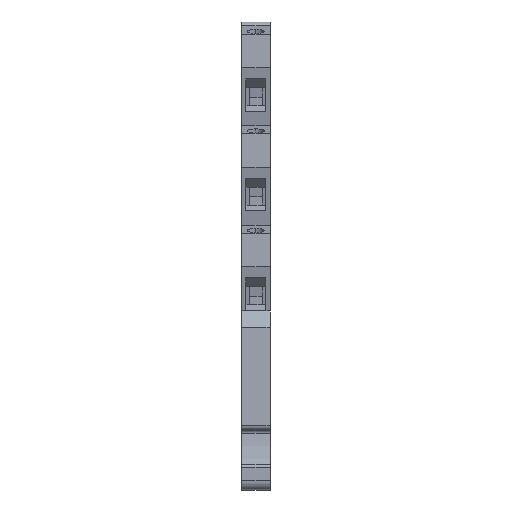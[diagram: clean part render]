
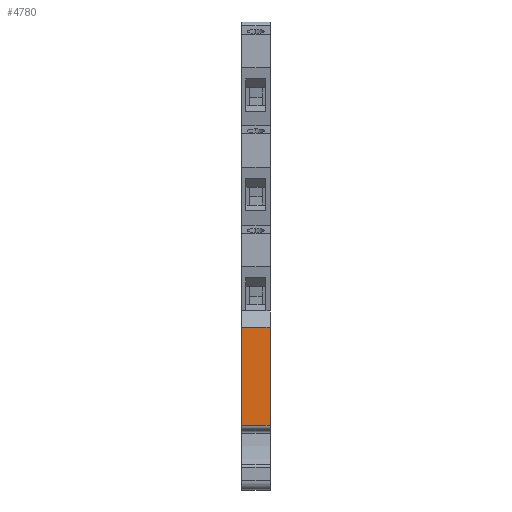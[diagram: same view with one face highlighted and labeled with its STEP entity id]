
A CAD part, front view. The second image highlights one B-rep face of the part: STEP entity #4780.
In plain terms, the highlighted planar face has unit normal (0, -1, 0).
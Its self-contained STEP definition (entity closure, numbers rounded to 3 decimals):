
#4758=AXIS2_PLACEMENT_3D('Plane Axis2P3D',#4755,#4756,#4757) ;
#1295=CARTESIAN_POINT('Vertex',(0.,1.1,13.497)) ;
#1298=CARTESIAN_POINT('Line Origine',(0.,1.1,23.747)) ;
#1302=CARTESIAN_POINT('Vertex',(0.,1.1,33.997)) ;
#2241=CARTESIAN_POINT('Vertex',(6.05,1.1,33.997)) ;
#2244=CARTESIAN_POINT('Line Origine',(6.05,1.1,23.748)) ;
#2248=CARTESIAN_POINT('Vertex',(6.05,1.1,13.498)) ;
#4732=CARTESIAN_POINT('Line Origine',(2.55,1.1,33.997)) ;
#4736=CARTESIAN_POINT('Vertex',(5.1,1.1,33.997)) ;
#4739=CARTESIAN_POINT('Line Origine',(5.575,1.1,33.997)) ;
#4755=CARTESIAN_POINT('Axis2P3D Location',(5.1,1.1,33.997)) ;
#4760=CARTESIAN_POINT('Line Origine',(2.55,1.1,13.497)) ;
#4764=CARTESIAN_POINT('Vertex',(5.1,1.1,13.497)) ;
#4767=CARTESIAN_POINT('Line Origine',(5.575,1.1,13.498)) ;
#1299=DIRECTION('Vector Direction',(0.,0.,-1.)) ;
#2245=DIRECTION('Vector Direction',(0.,0.,-1.)) ;
#4733=DIRECTION('Vector Direction',(-1.,0.,0.)) ;
#4740=DIRECTION('Vector Direction',(-1.,0.,0.)) ;
#4756=DIRECTION('Axis2P3D Direction',(0.,1.,0.)) ;
#4757=DIRECTION('Axis2P3D XDirection',(-1.,0.,0.)) ;
#4761=DIRECTION('Vector Direction',(-1.,0.,0.)) ;
#4768=DIRECTION('Vector Direction',(-1.,0.,0.)) ;
#1300=VECTOR('Line Direction',#1299,1.) ;
#2246=VECTOR('Line Direction',#2245,1.) ;
#4734=VECTOR('Line Direction',#4733,1.) ;
#4741=VECTOR('Line Direction',#4740,1.) ;
#4762=VECTOR('Line Direction',#4761,1.) ;
#4769=VECTOR('Line Direction',#4768,1.) ;
#4773=ORIENTED_EDGE('',*,*,#1304,.T.) ;
#4774=ORIENTED_EDGE('',*,*,#4766,.F.) ;
#4775=ORIENTED_EDGE('',*,*,#4771,.F.) ;
#4776=ORIENTED_EDGE('',*,*,#2250,.F.) ;
#4777=ORIENTED_EDGE('',*,*,#4743,.T.) ;
#4778=ORIENTED_EDGE('',*,*,#4738,.T.) ;
#4780=ADVANCED_FACE('GEHAEUSE',(#4779),#4759,.F.) ;
#1304=EDGE_CURVE('',#1303,#1296,#1301,.T.) ;
#2250=EDGE_CURVE('',#2242,#2249,#2247,.T.) ;
#4738=EDGE_CURVE('',#4737,#1303,#4735,.T.) ;
#4743=EDGE_CURVE('',#2242,#4737,#4742,.T.) ;
#4766=EDGE_CURVE('',#4765,#1296,#4763,.T.) ;
#4771=EDGE_CURVE('',#2249,#4765,#4770,.T.) ;
#4772=EDGE_LOOP('',(#4773,#4774,#4775,#4776,#4777,#4778)) ;
#4779=FACE_OUTER_BOUND('',#4772,.T.) ;
#1301=LINE('Line',#1298,#1300) ;
#2247=LINE('Line',#2244,#2246) ;
#4735=LINE('Line',#4732,#4734) ;
#4742=LINE('Line',#4739,#4741) ;
#4763=LINE('Line',#4760,#4762) ;
#4770=LINE('Line',#4767,#4769) ;
#4759=PLANE('',#4758) ;
#1296=VERTEX_POINT('',#1295) ;
#1303=VERTEX_POINT('',#1302) ;
#2242=VERTEX_POINT('',#2241) ;
#2249=VERTEX_POINT('',#2248) ;
#4737=VERTEX_POINT('',#4736) ;
#4765=VERTEX_POINT('',#4764) ;
